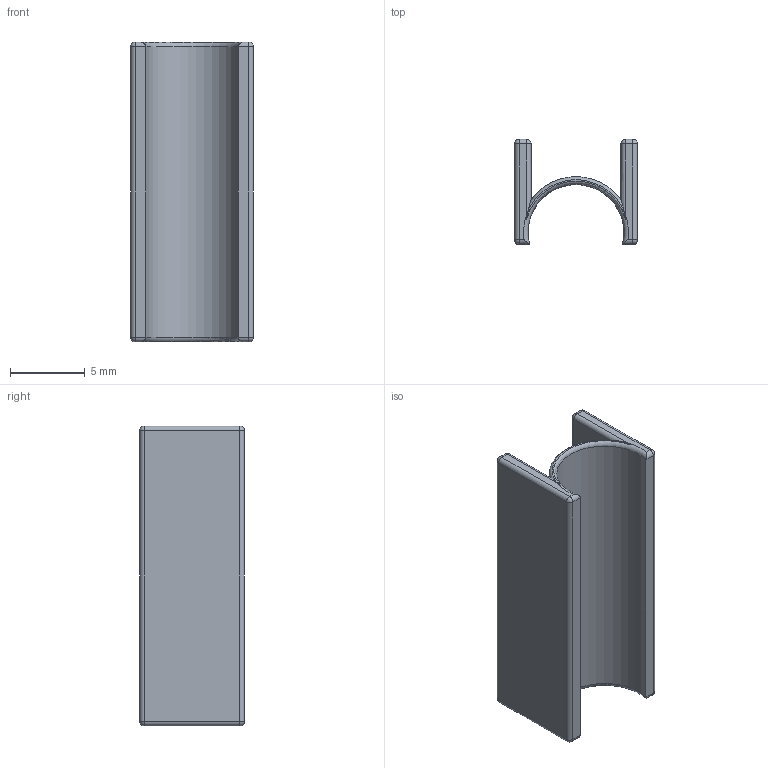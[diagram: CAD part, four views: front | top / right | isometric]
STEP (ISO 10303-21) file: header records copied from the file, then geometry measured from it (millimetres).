
FILE_DESCRIPTION(('FreeCAD Model'),'2;1');
FILE_NAME('Open CASCADE Shape Model','2023-06-03T19:16:01',(''),(''), 'Open CASCADE STEP processor 7.6','FreeCAD','Unknown');
FILE_SCHEMA(('AUTOMOTIVE_DESIGN { 1 0 10303 214 1 1 1 1 }'));
Length unit declared in the file: millimetre
Products named in the file (1): Body
Bounding box: 8.2 x 7 x 20 mm (x, y, z)
Volume: 365.7 mm3; surface area: 912.1 mm2
Topology: 1 solids, 1 shells, 54 faces, 120 edges, 56 vertices
Faces by surface type: cylinder 24, plane 14, sphere 12, torus 4
Entity records: 3262 total; most frequent: CARTESIAN_POINT 963, DIRECTION 458, LINE 244, VECTOR 244, ORIENTED_EDGE 216, PCURVE 216, DEFINITIONAL_REPRESENTATION 216, EDGE_CURVE 108
